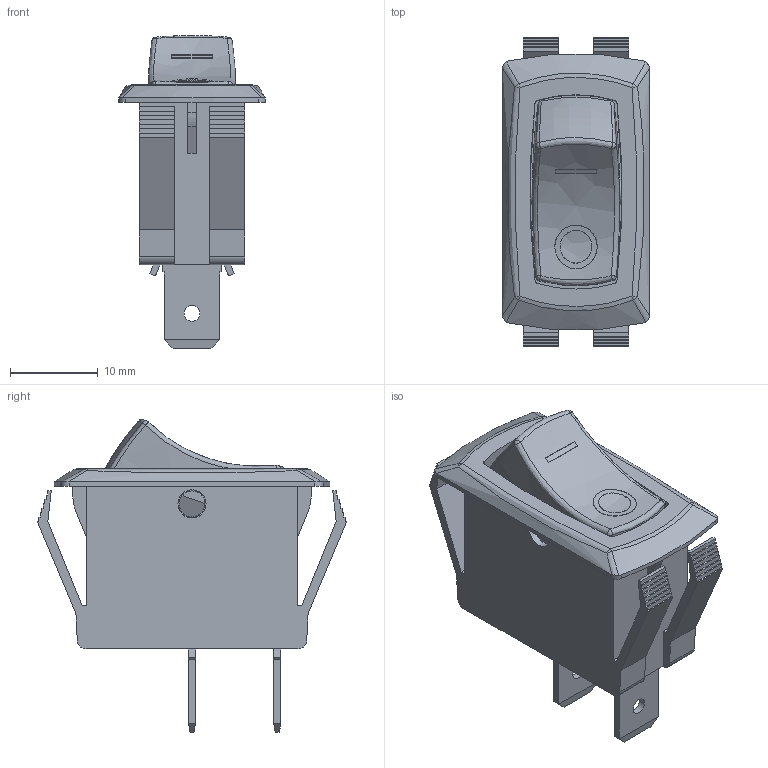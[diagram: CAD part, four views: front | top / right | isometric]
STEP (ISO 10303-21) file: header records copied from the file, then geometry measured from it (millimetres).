
FILE_DESCRIPTION((' '),'2;1');
FILE_NAME('RSC241Dxx2R.stp','2017-08-02T15:27:23',(' '),(' '),' ','ACIS',' ');
FILE_SCHEMA(('CONFIG_CONTROL_DESIGN'));
Length unit declared in the file: inch
Products named in the file (5): RSC241Dxx2R.stp; Body1; Body2; Body3; Body4
Assembly tree (4 placements, depth 2):
  RSC241Dxx2R.stp
    Body1
    Body2
    Body3
    Body4
Bounding box: 16.7 x 35.2 x 35.6 mm (x, y, z)
Volume: 3596.1 mm3; surface area: 5743.1 mm2
Topology: 4 solids, 4 shells, 260 faces, 736 edges, 490 vertices
Faces by surface type: plane 174, cylinder 52, bspline 22, sphere 8, torus 4
Full cylindrical faces by diameter (mm): 1.8 x2, 2.95 x2, 3.2 x2, 3.6 x1, 4.8 x1
Entity records: 10326 total; most frequent: CARTESIAN_POINT 3097, ORIENTED_EDGE 1436, DIRECTION 1250, EDGE_CURVE 718, VERTEX_POINT 482, VECTOR 480, LINE 480, AXIS2_PLACEMENT_3D 385
